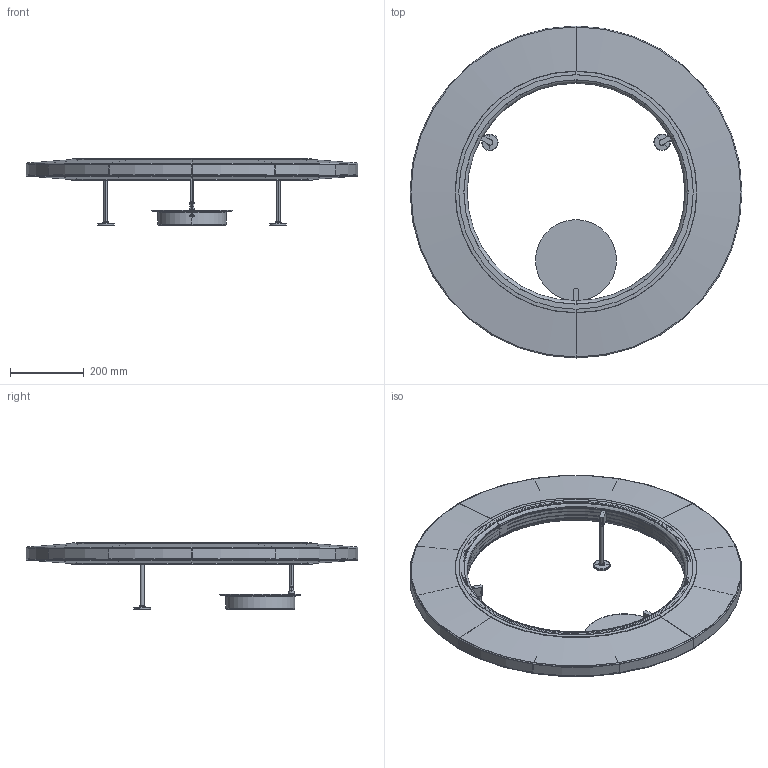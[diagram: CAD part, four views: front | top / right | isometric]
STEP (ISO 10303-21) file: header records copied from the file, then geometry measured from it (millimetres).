
FILE_DESCRIPTION (( 'STEP AP203' ), '1' );
FILE_NAME ('3661410xyyy.STEP', '2024-01-18T10:56:56', ( '' ), ( '' ), 'SwSTEP 2.0', 'SolidWorks 2019', '' );
FILE_SCHEMA (( 'CONFIG_CONTROL_DESIGN' ));
Length unit declared in the file: millimetre
Products named in the file (25): 000-366-033; 000-366-035; 000-366-053_054_366-054; 000-914-026; 000-D6798J-4.3A2; 000-SUB366-026; 000-366-cable_aplic_plafó_Llarg (separaci¢ 180mm); 000-366-026_M1; 3661410xyyy; 000-914-024-025; 000-D7985-38A2; 000-366-053_054_366-053; 000-P-366-004; 000-D965-38_ISO 7046-1 - M3 x 5 - Z --- 5N; 000-366-031; 000-D7985-48A2; 000-366-051; 000-366-032; 000-366-055; 000-366-023_M1; 000-D914-45N; 000-366-057; 000-366-034; 000-SUB366-031
Assembly tree (49 placements, depth 3):
  3661410xyyy
    000-SUB366-026
      000-366-051
      000-366-053_054_366-054
      000-366-053_054_366-053
      000-D7985-38A2  x6
      000-D965-38_ISO 7046-1 - M3 x 5 - Z --- 5N  x6
    000-SUB366-031
      000-366-055
      000-366-057
      000-914-024-025
    000-366-023_M1
    000-366-035  x2
    000-366-cable_aplic_plafó_Llarg (separaci¢ 180mm)
    000-D7985-48A2  x6
    000-D6798J-4.3A2  x6
    000-D914-45N  x2
    000-914-026
    000-366-033
      000-366-031
      000-366-032
    000-366-033
      000-366-031
      000-366-032
    000-366-034  x2
    000-366-026_M1
    000-P-366-004
Bounding box: 900.4 x 900.4 x 180.2 mm (x, y, z)
Volume: 1137133.1 mm3; surface area: 2805839.3 mm2
Topology: 45 solids, 46 shells, 1871 faces, 4806 edges, 2885 vertices
Faces by surface type: plane 635, cylinder 534, cone 342, torus 228, bspline 108, sphere 24
Entity records: 41309 total; most frequent: CARTESIAN_POINT 13607, DIRECTION 5250, ORIENTED_EDGE 5030, EDGE_CURVE 2515, AXIS2_PLACEMENT_3D 2193, VERTEX_POINT 1554, EDGE_LOOP 1207, CIRCLE 1155
